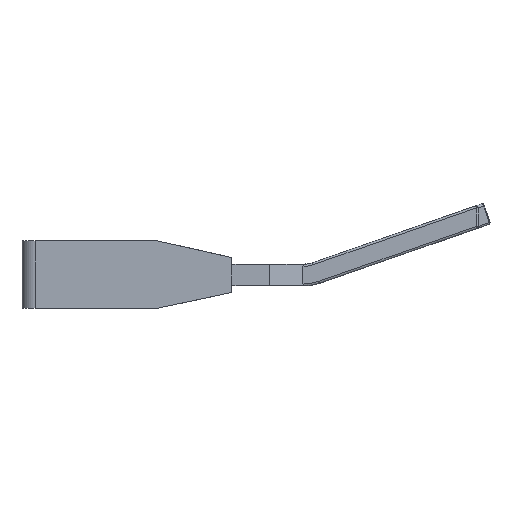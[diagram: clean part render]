
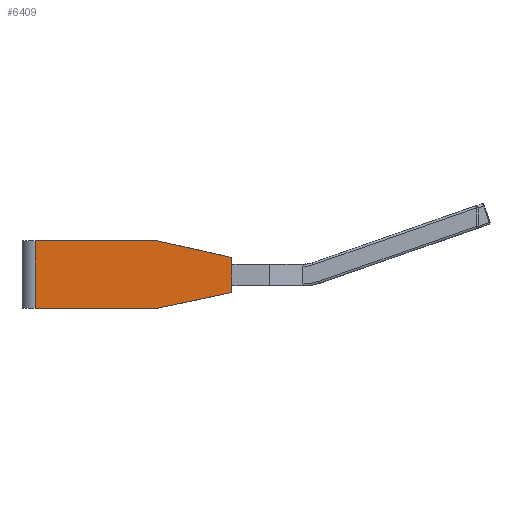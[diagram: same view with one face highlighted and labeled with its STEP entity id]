
A CAD part, left-side view. The second image highlights one B-rep face of the part: STEP entity #6409.
In plain terms, the highlighted planar face has unit normal (-1, 0, 0).
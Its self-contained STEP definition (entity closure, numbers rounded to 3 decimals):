
#2 = VECTOR ( 'NONE', #3087, 1000. ) ;
#207 = DIRECTION ( 'NONE',  ( 0., 1., 0. ) ) ;
#370 = CARTESIAN_POINT ( 'NONE',  ( -13., 5.094, -2.174 ) ) ;
#423 = VECTOR ( 'NONE', #2639, 1000. ) ;
#478 = CARTESIAN_POINT ( 'NONE',  ( -13., 16.344, -3.075 ) ) ;
#549 = ORIENTED_EDGE ( 'NONE', *, *, #868, .F. ) ;
#570 = VECTOR ( 'NONE', #2462, 1000. ) ;
#724 = LINE ( 'NONE', #478, #570 ) ;
#772 = CARTESIAN_POINT ( 'NONE',  ( -13., 15.594, 0.775 ) ) ;
#868 = EDGE_CURVE ( 'NONE', #1087, #4286, #1243, .T. ) ;
#885 = ORIENTED_EDGE ( 'NONE', *, *, #3243, .F. ) ;
#952 = CARTESIAN_POINT ( 'NONE',  ( -13., 5.094, -0.174 ) ) ;
#1008 = VERTEX_POINT ( 'NONE', #5726 ) ;
#1031 = EDGE_CURVE ( 'NONE', #5712, #1008, #3660, .T. ) ;
#1087 = VERTEX_POINT ( 'NONE', #3263 ) ;
#1089 = CARTESIAN_POINT ( 'NONE',  ( -13., 16.344, -3.075 ) ) ;
#1130 = ORIENTED_EDGE ( 'NONE', *, *, #1031, .F. ) ;
#1140 = ORIENTED_EDGE ( 'NONE', *, *, #6397, .F. ) ;
#1243 = LINE ( 'NONE', #4197, #2411 ) ;
#1334 = LINE ( 'NONE', #2597, #2 ) ;
#1641 = DIRECTION ( 'NONE',  ( 1., 0., 0. ) ) ;
#1744 = LINE ( 'NONE', #2084, #423 ) ;
#1942 = DIRECTION ( 'NONE',  ( 0., -0.976, -0.218 ) ) ;
#1949 = LINE ( 'NONE', #4443, #3109 ) ;
#2084 = CARTESIAN_POINT ( 'NONE',  ( -13., 5.094, -0.174 ) ) ;
#2332 = VECTOR ( 'NONE', #4285, 1000. ) ;
#2411 = VECTOR ( 'NONE', #207, 1000. ) ;
#2462 = DIRECTION ( 'NONE',  ( 0., 0., -1. ) ) ;
#2568 = VERTEX_POINT ( 'NONE', #370 ) ;
#2597 = CARTESIAN_POINT ( 'NONE',  ( -13., 5.094, -2.174 ) ) ;
#2639 = DIRECTION ( 'NONE',  ( 0., 0., -1. ) ) ;
#2820 = AXIS2_PLACEMENT_3D ( 'NONE', #4623, #1641, #5132 ) ;
#3077 = EDGE_CURVE ( 'NONE', #5712, #4286, #724, .T. ) ;
#3087 = DIRECTION ( 'NONE',  ( 0., 0.978, -0.207 ) ) ;
#3109 = VECTOR ( 'NONE', #1942, 1000. ) ;
#3243 = EDGE_CURVE ( 'NONE', #3536, #2568, #1744, .T. ) ;
#3263 = CARTESIAN_POINT ( 'NONE',  ( -13., 9.344, -3.075 ) ) ;
#3340 = CARTESIAN_POINT ( 'NONE',  ( -13., 16.344, 0.775 ) ) ;
#3379 = ORIENTED_EDGE ( 'NONE', *, *, #3077, .T. ) ;
#3536 = VERTEX_POINT ( 'NONE', #952 ) ;
#3660 = LINE ( 'NONE', #772, #2332 ) ;
#4105 = PLANE ( 'NONE',  #2820 ) ;
#4125 = EDGE_CURVE ( 'NONE', #1008, #3536, #1949, .T. ) ;
#4197 = CARTESIAN_POINT ( 'NONE',  ( -13., 9.344, -3.075 ) ) ;
#4285 = DIRECTION ( 'NONE',  ( 0., -1., 0. ) ) ;
#4286 = VERTEX_POINT ( 'NONE', #1089 ) ;
#4443 = CARTESIAN_POINT ( 'NONE',  ( -13., 9.344, 0.775 ) ) ;
#4623 = CARTESIAN_POINT ( 'NONE',  ( -13., 0., 0. ) ) ;
#4987 = EDGE_LOOP ( 'NONE', ( #1130, #3379, #549, #1140, #885, #5702 ) ) ;
#5132 = DIRECTION ( 'NONE',  ( 0., 0., -1. ) ) ;
#5163 = FACE_OUTER_BOUND ( 'NONE', #4987, .T. ) ;
#5702 = ORIENTED_EDGE ( 'NONE', *, *, #4125, .F. ) ;
#5712 = VERTEX_POINT ( 'NONE', #3340 ) ;
#5726 = CARTESIAN_POINT ( 'NONE',  ( -13., 9.344, 0.775 ) ) ;
#6397 = EDGE_CURVE ( 'NONE', #2568, #1087, #1334, .T. ) ;
#6409 = ADVANCED_FACE ( 'NONE', ( #5163 ), #4105, .F. ) ;
